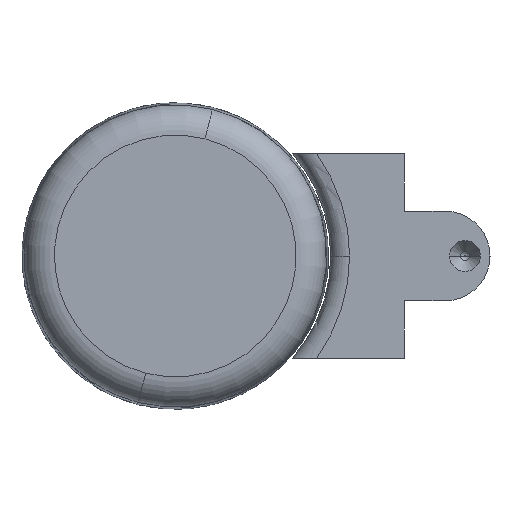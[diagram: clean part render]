
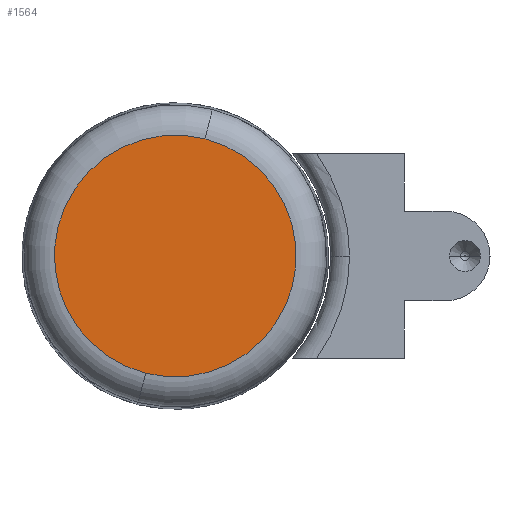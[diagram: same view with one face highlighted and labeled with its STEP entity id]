
A CAD part, left-side view. The second image highlights one B-rep face of the part: STEP entity #1564.
In plain terms, the highlighted face is planar.
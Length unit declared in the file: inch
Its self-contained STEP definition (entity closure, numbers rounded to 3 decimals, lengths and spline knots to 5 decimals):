
#38 = ORIENTED_EDGE ( 'NONE', *, *, #980, .T. ) ;
#43 = DIRECTION ( 'NONE',  ( 0., 0., -1. ) ) ;
#129 = CARTESIAN_POINT ( 'NONE',  ( 0., 0., -0.1595 ) ) ;
#468 = DIRECTION ( 'NONE',  ( 0., 0., -1. ) ) ;
#901 = ORIENTED_EDGE ( 'NONE', *, *, #2451, .T. ) ;
#916 = DIRECTION ( 'NONE',  ( 1., 0., 0. ) ) ;
#980 = EDGE_CURVE ( 'NONE', #1832, #1782, #2405, .T. ) ;
#1057 = DIRECTION ( 'NONE',  ( 1., 0., 0. ) ) ;
#1088 = AXIS2_PLACEMENT_3D ( 'NONE', #2478, #916, #468 ) ;
#1174 = CARTESIAN_POINT ( 'NONE',  ( 0., 0., 0.1595 ) ) ;
#1337 = CARTESIAN_POINT ( 'NONE',  ( 0., 0., 0. ) ) ;
#1564 = ADVANCED_FACE ( 'NONE', ( #2257 ), #1858, .T. ) ;
#1607 = DIRECTION ( 'NONE',  ( 1., 0., 0. ) ) ;
#1782 = VERTEX_POINT ( 'NONE', #129 ) ;
#1832 = VERTEX_POINT ( 'NONE', #1174 ) ;
#1858 = PLANE ( 'NONE',  #2030 ) ;
#2030 = AXIS2_PLACEMENT_3D ( 'NONE', #2240, #1607, #2538 ) ;
#2150 = CIRCLE ( 'NONE', #2939, 0.1595 ) ;
#2240 = CARTESIAN_POINT ( 'NONE',  ( 0., 0., 0. ) ) ;
#2257 = FACE_OUTER_BOUND ( 'NONE', #3164, .T. ) ;
#2405 = CIRCLE ( 'NONE', #1088, 0.1595 ) ;
#2451 = EDGE_CURVE ( 'NONE', #1782, #1832, #2150, .T. ) ;
#2478 = CARTESIAN_POINT ( 'NONE',  ( 0., 0., 0. ) ) ;
#2538 = DIRECTION ( 'NONE',  ( 0., 0., -1. ) ) ;
#2939 = AXIS2_PLACEMENT_3D ( 'NONE', #1337, #1057, #43 ) ;
#3164 = EDGE_LOOP ( 'NONE', ( #901, #38 ) ) ;
